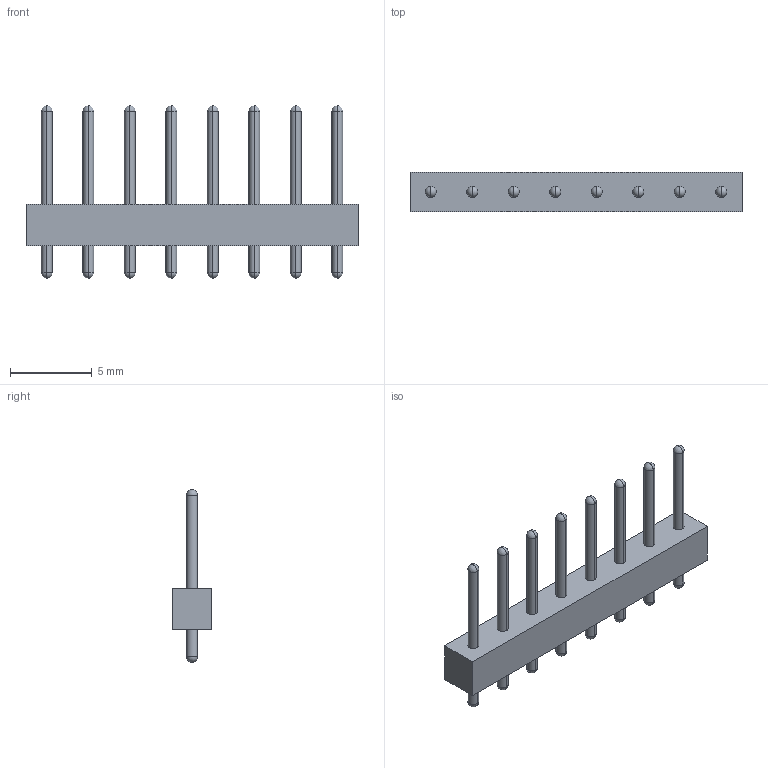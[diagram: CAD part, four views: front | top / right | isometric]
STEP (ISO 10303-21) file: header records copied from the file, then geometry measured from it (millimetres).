
FILE_DESCRIPTION (( 'STEP AP214' ), '1' );
FILE_NAME ( 'HDRV8W67P254_8X1_2032X241H858.STEP', '', ( '' ), ( '' ), '', '©2017-2022 PCBL', '' );
FILE_SCHEMA (( 'AUTOMOTIVE_DESIGN' ));
Length unit declared in the file: millimetre
Products named in the file (1): HDRV8W67P254_8X1_2032X241H858
Bounding box: 20.32 x 2.41 x 10.58 mm (x, y, z)
Volume: 146.4 mm3; surface area: 354.4 mm2
Topology: 17 solids, 17 shells, 86 faces, 204 edges, 120 vertices
Faces by surface type: sphere 32, cylinder 32, plane 22
Entity records: 2339 total; most frequent: DIRECTION 410, CARTESIAN_POINT 315, ORIENTED_EDGE 280, AXIS2_PLACEMENT_3D 183, EDGE_CURVE 140, STYLED_ITEM 104, PRESENTATION_LAYER_ASSIGNMENT 104, MECHANICAL_DESIGN_GEOMETRIC_PRESENTATION_REPRESENTATION 104
